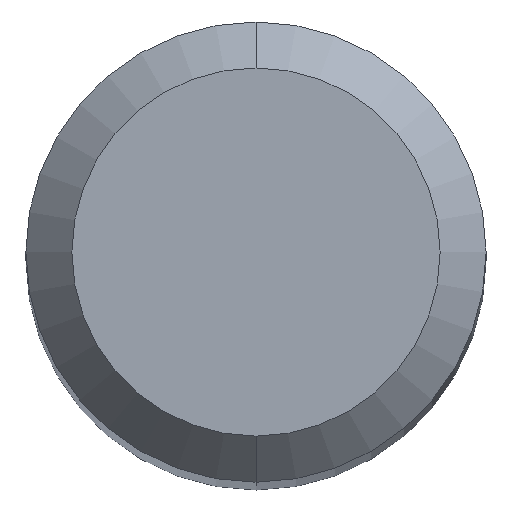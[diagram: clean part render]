
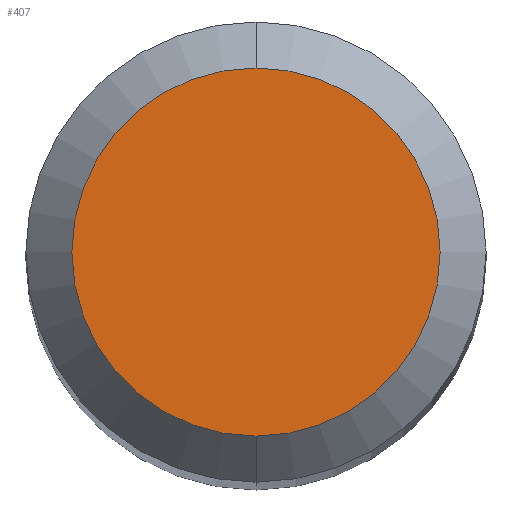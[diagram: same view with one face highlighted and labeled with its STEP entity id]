
A CAD part, top view. The second image highlights one B-rep face of the part: STEP entity #407.
In plain terms, the highlighted planar face has unit normal (0, 0, 1).
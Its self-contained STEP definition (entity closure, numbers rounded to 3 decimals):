
#215=EDGE_CURVE('',#243,#287,#524,.T.);
#243=VERTEX_POINT('',#556);
#287=VERTEX_POINT('',#606);
#371=EDGE_CURVE('',#287,#243,#696,.T.);
#407=ADVANCED_FACE('',(#734),#735,.T.);
#524=CIRCLE('',#916,1.2);
#556=CARTESIAN_POINT('',(0.,-1.2,0.0));
#606=CARTESIAN_POINT('',(0.0,1.2,0.0));
#696=CIRCLE('',#1242,1.2);
#734=FACE_OUTER_BOUND('',#1306,.T.);
#735=PLANE('',#1307);
#916=AXIS2_PLACEMENT_3D('',#1478,#1479,#1480);
#1242=AXIS2_PLACEMENT_3D('',#1672,#1673,#1674);
#1306=EDGE_LOOP('',(#1708,#1709));
#1307=AXIS2_PLACEMENT_3D('',#1710,#1711,#1712);
#1478=CARTESIAN_POINT('',(0.0,0.0,0.0));
#1479=DIRECTION('',(0.0,0.0,-1.0));
#1480=DIRECTION('',(0.0,1.0,0.0));
#1672=CARTESIAN_POINT('',(0.0,0.0,0.0));
#1673=DIRECTION('',(0.0,0.0,-1.0));
#1674=DIRECTION('',(0.0,1.0,0.0));
#1708=ORIENTED_EDGE('',*,*,#371,.F.);
#1709=ORIENTED_EDGE('',*,*,#215,.F.);
#1710=CARTESIAN_POINT('',(0.0,0.6,0.0));
#1711=DIRECTION('',(-0.0,0.0,1.0));
#1712=DIRECTION('',(0.0,-1.0,0.0));
